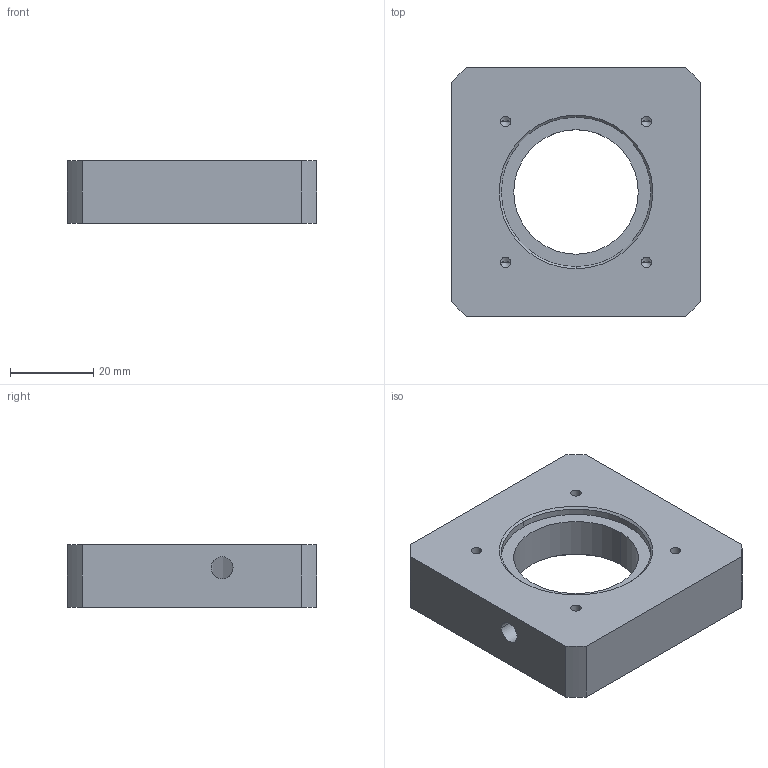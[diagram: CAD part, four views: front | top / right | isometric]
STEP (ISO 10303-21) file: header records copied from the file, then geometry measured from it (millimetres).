
FILE_DESCRIPTION(('STEP AP242'),'1');
FILE_NAME('gbk0400572s.stp','2021-02-26T09:51:56',('TraceParts'),('TraceParts S.A.'),'Spatial InterOp 3D',' ',' ');
FILE_SCHEMA(('AP242_MANAGED_MODEL_BASED_3D_ENGINEERING_MIM_LF {1 0 10303 442 1 1 4}'));
Length unit declared in the file: millimetre
Products named in the file (1): gbk0400572s
Bounding box: 60 x 60 x 15 mm (x, y, z)
Volume: 39652 mm3; surface area: 11852.6 mm2
Topology: 1 solids, 1 shells, 56 faces, 136 edges, 76 vertices
Faces by surface type: cylinder 28, cone 20, plane 8
Entity records: 1588 total; most frequent: DIRECTION 290, CARTESIAN_POINT 287, ORIENTED_EDGE 240, EDGE_CURVE 120, AXIS2_PLACEMENT_3D 115, VERTEX_POINT 76, EDGE_LOOP 70, LINE 60
